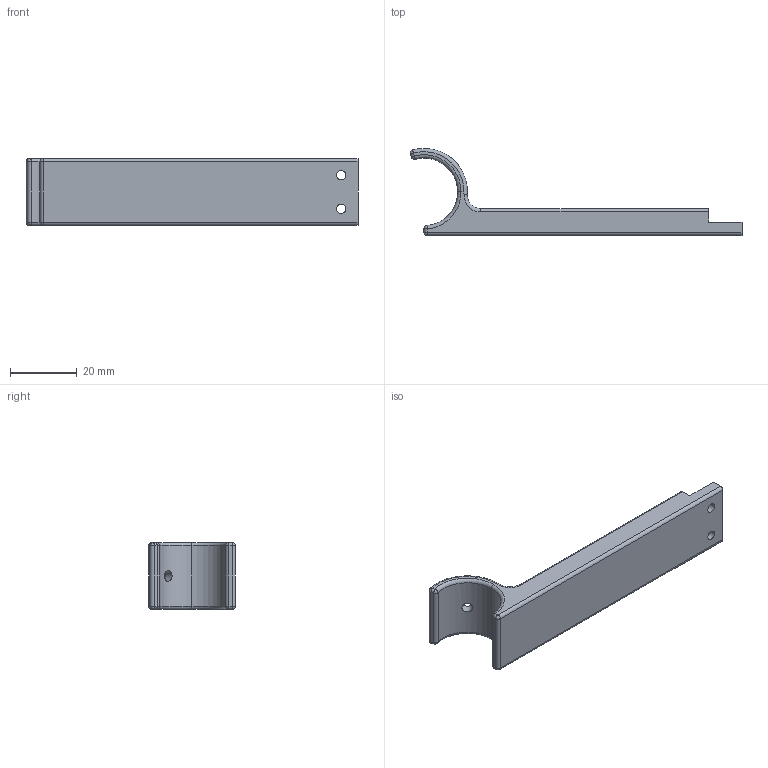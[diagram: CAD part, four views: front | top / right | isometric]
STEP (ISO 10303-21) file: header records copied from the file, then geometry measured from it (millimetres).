
FILE_DESCRIPTION(('FreeCAD Model'),'2;1');
FILE_NAME('Open CASCADE Shape Model','2022-09-24T09:44:47',('Author'),( ''),'Open CASCADE STEP processor 7.5','FreeCAD','Unknown');
FILE_SCHEMA(('AUTOMOTIVE_DESIGN { 1 0 10303 214 1 1 1 1 }'));
Length unit declared in the file: millimetre
Products named in the file (1): PS.holder.Left
Bounding box: 99.15 x 25.96 x 20 mm (x, y, z)
Volume: 15260.2 mm3; surface area: 6452.6 mm2
Topology: 1 solids, 1 shells, 44 faces, 104 edges, 54 vertices
Faces by surface type: cylinder 19, plane 9, torus 8, sphere 8
Full cylindrical faces by diameter (mm): 2.8 x2, 3.2 x1
Entity records: 2744 total; most frequent: CARTESIAN_POINT 779, DIRECTION 374, ORIENTED_EDGE 192, PCURVE 192, DEFINITIONAL_REPRESENTATION 192, LINE 168, VECTOR 168, AXIS2_PLACEMENT_3D 99
